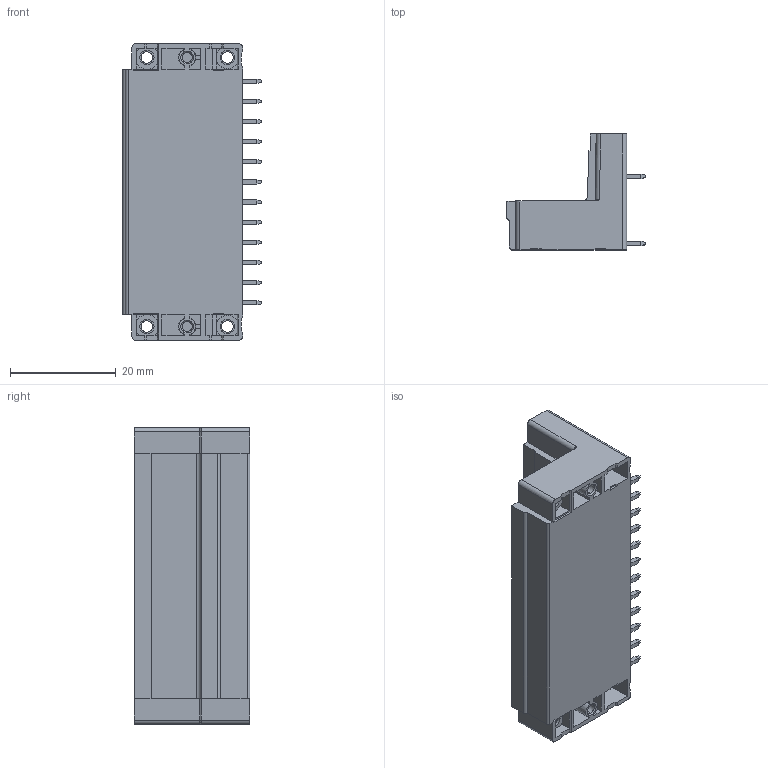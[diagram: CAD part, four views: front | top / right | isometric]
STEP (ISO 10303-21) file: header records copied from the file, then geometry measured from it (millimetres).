
FILE_DESCRIPTION((''),'2;1');
FILE_NAME('TLPHDW-105R-1','2024-09-24T10:32:32',('sheji109'),(''),'CREO PARAMETRIC BY PTC INC, 2018100','CREO PARAMETRIC BY PTC INC, 2018100','');
FILE_SCHEMA(('CONFIG_CONTROL_DESIGN'));
Products named in the file (1): TLPHDW-105R-1
Bounding box: 26.2 x 21.9 x 56.11 mm (x, y, z)
Volume: 12115.7 mm3; surface area: 13553.4 mm2
Topology: 1 solids, 1 shells, 2039 faces, 5521 edges, 3559 vertices
Faces by surface type: plane 1598, cylinder 395, cone 32, sphere 12, bspline 2
Entity records: 63472 total; most frequent: CARTESIAN_POINT 11707, ORIENTED_EDGE 11018, DIRECTION 10310, EDGE_CURVE 5509, VECTOR 4534, LINE 4534, VERTEX_POINT 3559, AXIS2_PLACEMENT_3D 2888
